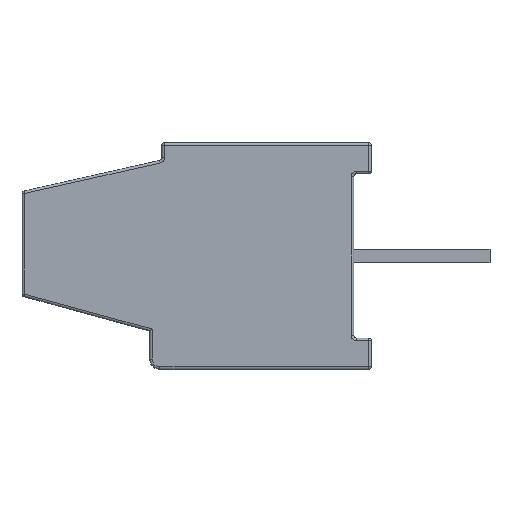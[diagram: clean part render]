
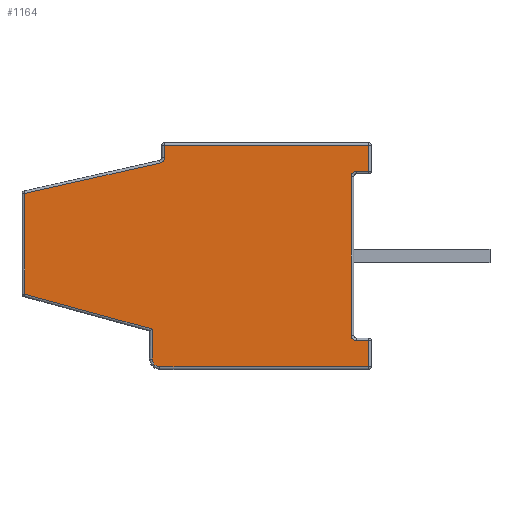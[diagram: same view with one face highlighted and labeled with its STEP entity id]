
A CAD part, left-side view. The second image highlights one B-rep face of the part: STEP entity #1164.
In plain terms, the highlighted planar face has unit normal (-1, 0, 0).
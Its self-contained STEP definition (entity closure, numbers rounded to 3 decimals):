
#37 = DIRECTION ( 'NONE',  ( 0., 0., 1. ) ) ;
#122 = AXIS2_PLACEMENT_3D ( 'NONE', #2387, #3782, #2348 ) ;
#138 = LINE ( 'NONE', #2557, #5121 ) ;
#244 = ORIENTED_EDGE ( 'NONE', *, *, #6345, .F. ) ;
#328 = EDGE_CURVE ( 'NONE', #1313, #3665, #3310, .T. ) ;
#482 = CARTESIAN_POINT ( 'NONE',  ( -4.04, 0., -0.075 ) ) ;
#483 = FACE_OUTER_BOUND ( 'NONE', #4787, .T. ) ;
#487 = EDGE_CURVE ( 'NONE', #5046, #1400, #138, .T. ) ;
#533 = DIRECTION ( 'NONE',  ( 0., 0., -1. ) ) ;
#573 = VECTOR ( 'NONE', #760, 1000. ) ;
#582 = DIRECTION ( 'NONE',  ( 0., 0., -1. ) ) ;
#626 = AXIS2_PLACEMENT_3D ( 'NONE', #2554, #5408, #37 ) ;
#641 = VERTEX_POINT ( 'NONE', #3169 ) ;
#760 = DIRECTION ( 'NONE',  ( 0., 0.22, 0.976 ) ) ;
#810 = LINE ( 'NONE', #6314, #1045 ) ;
#883 = ORIENTED_EDGE ( 'NONE', *, *, #1439, .T. ) ;
#903 = LINE ( 'NONE', #5691, #573 ) ;
#938 = DIRECTION ( 'NONE',  ( 0., 1., 0. ) ) ;
#959 = CARTESIAN_POINT ( 'NONE',  ( -4.04, 0.997, 0.273 ) ) ;
#961 = VERTEX_POINT ( 'NONE', #2545 ) ;
#1032 = CARTESIAN_POINT ( 'NONE',  ( -4.04, -2.81, -4.075 ) ) ;
#1045 = VECTOR ( 'NONE', #2409, 1000. ) ;
#1090 = CARTESIAN_POINT ( 'NONE',  ( -4.04, 3.175, -9.925 ) ) ;
#1099 = AXIS2_PLACEMENT_3D ( 'NONE', #5156, #4117, #2718 ) ;
#1101 = ORIENTED_EDGE ( 'NONE', *, *, #3045, .T. ) ;
#1164 = ADVANCED_FACE ( 'NONE', ( #483 ), #5183, .T. ) ;
#1208 = EDGE_CURVE ( 'NONE', #5393, #641, #5949, .T. ) ;
#1247 = CARTESIAN_POINT ( 'NONE',  ( -4.04, 3.175, -3.95 ) ) ;
#1270 = VERTEX_POINT ( 'NONE', #5246 ) ;
#1313 = VERTEX_POINT ( 'NONE', #2883 ) ;
#1355 = CIRCLE ( 'NONE', #1099, 0.15 ) ;
#1400 = VERTEX_POINT ( 'NONE', #6187 ) ;
#1421 = AXIS2_PLACEMENT_3D ( 'NONE', #2305, #2789, #2283 ) ;
#1439 = EDGE_CURVE ( 'NONE', #1400, #1522, #4152, .T. ) ;
#1522 = VERTEX_POINT ( 'NONE', #3340 ) ;
#1609 = ORIENTED_EDGE ( 'NONE', *, *, #1208, .F. ) ;
#1626 = VERTEX_POINT ( 'NONE', #1032 ) ;
#1649 = ORIENTED_EDGE ( 'NONE', *, *, #2597, .T. ) ;
#1724 = CARTESIAN_POINT ( 'NONE',  ( -4.04, 0., -9.425 ) ) ;
#1753 = CARTESIAN_POINT ( 'NONE',  ( -4.04, 0., 0. ) ) ;
#1917 = CARTESIAN_POINT ( 'NONE',  ( -4.04, 1.093, -0.075 ) ) ;
#2000 = VERTEX_POINT ( 'NONE', #5953 ) ;
#2006 = VECTOR ( 'NONE', #5834, 1000. ) ;
#2011 = LINE ( 'NONE', #1724, #4753 ) ;
#2076 = DIRECTION ( 'NONE',  ( 0., -1., 0. ) ) ;
#2167 = VERTEX_POINT ( 'NONE', #2181 ) ;
#2181 = CARTESIAN_POINT ( 'NONE',  ( -4.04, -3.175, -4.075 ) ) ;
#2188 = VECTOR ( 'NONE', #2379, 1000. ) ;
#2251 = ORIENTED_EDGE ( 'NONE', *, *, #5603, .T. ) ;
#2253 = VECTOR ( 'NONE', #3446, 1000. ) ;
#2283 = DIRECTION ( 'NONE',  ( 0., 0., 1. ) ) ;
#2305 = CARTESIAN_POINT ( 'NONE',  ( -4.04, 2.275, -9.575 ) ) ;
#2348 = DIRECTION ( 'NONE',  ( 0., 0., 1. ) ) ;
#2379 = DIRECTION ( 'NONE',  ( 0., 0., 1. ) ) ;
#2387 = CARTESIAN_POINT ( 'NONE',  ( -4.04, -2.275, -9.575 ) ) ;
#2409 = DIRECTION ( 'NONE',  ( 0., -1., 0. ) ) ;
#2469 = EDGE_CURVE ( 'NONE', #1270, #4074, #3537, .T. ) ;
#2511 = ORIENTED_EDGE ( 'NONE', *, *, #328, .T. ) ;
#2545 = CARTESIAN_POINT ( 'NONE',  ( -4.04, -3.175, -9.925 ) ) ;
#2554 = CARTESIAN_POINT ( 'NONE',  ( -4.04, 2.95, -3.95 ) ) ;
#2557 = CARTESIAN_POINT ( 'NONE',  ( -4.04, 0., -9.925 ) ) ;
#2572 = CARTESIAN_POINT ( 'NONE',  ( -4.04, 3.175, 0. ) ) ;
#2597 = EDGE_CURVE ( 'NONE', #2000, #641, #2011, .T. ) ;
#2619 = EDGE_CURVE ( 'NONE', #2889, #1313, #903, .T. ) ;
#2674 = CARTESIAN_POINT ( 'NONE',  ( -4.04, -3.175, 0. ) ) ;
#2718 = DIRECTION ( 'NONE',  ( 0., 0., 1. ) ) ;
#2774 = EDGE_CURVE ( 'NONE', #4074, #5663, #5447, .T. ) ;
#2789 = DIRECTION ( 'NONE',  ( -1., 0., 0. ) ) ;
#2807 = DIRECTION ( 'NONE',  ( 0., 0., 1. ) ) ;
#2838 = VECTOR ( 'NONE', #938, 1000. ) ;
#2848 = ORIENTED_EDGE ( 'NONE', *, *, #2619, .T. ) ;
#2874 = CARTESIAN_POINT ( 'NONE',  ( -4.04, 2.425, 0. ) ) ;
#2883 = CARTESIAN_POINT ( 'NONE',  ( -4.04, -1.79, -0.075 ) ) ;
#2889 = VERTEX_POINT ( 'NONE', #6025 ) ;
#3016 = CARTESIAN_POINT ( 'NONE',  ( -4.04, -2.425, 0. ) ) ;
#3045 = EDGE_CURVE ( 'NONE', #3325, #961, #810, .T. ) ;
#3052 = ORIENTED_EDGE ( 'NONE', *, *, #487, .T. ) ;
#3120 = VECTOR ( 'NONE', #4820, 1000. ) ;
#3169 = CARTESIAN_POINT ( 'NONE',  ( -4.04, -2.275, -9.425 ) ) ;
#3225 = CIRCLE ( 'NONE', #1421, 0.15 ) ;
#3238 = CARTESIAN_POINT ( 'NONE',  ( -4.04, 2.95, -3.725 ) ) ;
#3310 = LINE ( 'NONE', #482, #2006 ) ;
#3325 = VERTEX_POINT ( 'NONE', #3585 ) ;
#3340 = CARTESIAN_POINT ( 'NONE',  ( -4.04, 2.425, -9.575 ) ) ;
#3446 = DIRECTION ( 'NONE',  ( 0., 1., 0. ) ) ;
#3494 = LINE ( 'NONE', #2572, #4789 ) ;
#3537 = LINE ( 'NONE', #4880, #2253 ) ;
#3585 = CARTESIAN_POINT ( 'NONE',  ( -4.04, -2.425, -9.925 ) ) ;
#3629 = ORIENTED_EDGE ( 'NONE', *, *, #5275, .F. ) ;
#3650 = VECTOR ( 'NONE', #4140, 1000. ) ;
#3665 = VERTEX_POINT ( 'NONE', #1917 ) ;
#3782 = DIRECTION ( 'NONE',  ( -1., 0., 0. ) ) ;
#3916 = ORIENTED_EDGE ( 'NONE', *, *, #6008, .T. ) ;
#3947 = ORIENTED_EDGE ( 'NONE', *, *, #2774, .T. ) ;
#4074 = VERTEX_POINT ( 'NONE', #3238 ) ;
#4117 = DIRECTION ( 'NONE',  ( -1., 0., 0. ) ) ;
#4140 = DIRECTION ( 'NONE',  ( 0., 0., 1. ) ) ;
#4152 = LINE ( 'NONE', #2874, #2188 ) ;
#4478 = VECTOR ( 'NONE', #582, 1000. ) ;
#4597 = EDGE_CURVE ( 'NONE', #3665, #1270, #5733, .T. ) ;
#4599 = ORIENTED_EDGE ( 'NONE', *, *, #2469, .T. ) ;
#4639 = LINE ( 'NONE', #3016, #4478 ) ;
#4753 = VECTOR ( 'NONE', #5125, 1000. ) ;
#4787 = EDGE_LOOP ( 'NONE', ( #1101, #2251, #4987, #244, #2848, #2511, #6028, #4599, #3947, #3916, #3052, #883, #3629, #1649, #1609, #5281 ) ) ;
#4789 = VECTOR ( 'NONE', #533, 1000. ) ;
#4820 = DIRECTION ( 'NONE',  ( 0., 0.264, -0.964 ) ) ;
#4880 = CARTESIAN_POINT ( 'NONE',  ( -4.04, 0., -3.725 ) ) ;
#4987 = ORIENTED_EDGE ( 'NONE', *, *, #5531, .T. ) ;
#5024 = LINE ( 'NONE', #2674, #3650 ) ;
#5046 = VERTEX_POINT ( 'NONE', #1090 ) ;
#5121 = VECTOR ( 'NONE', #2076, 1000. ) ;
#5125 = DIRECTION ( 'NONE',  ( 0., -1., 0. ) ) ;
#5156 = CARTESIAN_POINT ( 'NONE',  ( -4.04, -2.81, -3.925 ) ) ;
#5183 = PLANE ( 'NONE',  #5830 ) ;
#5246 = CARTESIAN_POINT ( 'NONE',  ( -4.04, 2.093, -3.725 ) ) ;
#5275 = EDGE_CURVE ( 'NONE', #2000, #1522, #3225, .T. ) ;
#5281 = ORIENTED_EDGE ( 'NONE', *, *, #6070, .T. ) ;
#5393 = VERTEX_POINT ( 'NONE', #6151 ) ;
#5408 = DIRECTION ( 'NONE',  ( -1., 0., 0. ) ) ;
#5447 = CIRCLE ( 'NONE', #626, 0.225 ) ;
#5531 = EDGE_CURVE ( 'NONE', #2167, #1626, #5589, .T. ) ;
#5589 = LINE ( 'NONE', #6266, #2838 ) ;
#5603 = EDGE_CURVE ( 'NONE', #961, #2167, #5024, .T. ) ;
#5663 = VERTEX_POINT ( 'NONE', #1247 ) ;
#5672 = DIRECTION ( 'NONE',  ( -1., 0., 0. ) ) ;
#5691 = CARTESIAN_POINT ( 'NONE',  ( -4.04, -1.688, 0.38 ) ) ;
#5733 = LINE ( 'NONE', #959, #3120 ) ;
#5830 = AXIS2_PLACEMENT_3D ( 'NONE', #1753, #5672, #2807 ) ;
#5834 = DIRECTION ( 'NONE',  ( 0., 1., 0. ) ) ;
#5949 = CIRCLE ( 'NONE', #122, 0.15 ) ;
#5953 = CARTESIAN_POINT ( 'NONE',  ( -4.04, 2.275, -9.425 ) ) ;
#6008 = EDGE_CURVE ( 'NONE', #5663, #5046, #3494, .T. ) ;
#6025 = CARTESIAN_POINT ( 'NONE',  ( -4.04, -2.664, -3.958 ) ) ;
#6028 = ORIENTED_EDGE ( 'NONE', *, *, #4597, .T. ) ;
#6070 = EDGE_CURVE ( 'NONE', #5393, #3325, #4639, .T. ) ;
#6151 = CARTESIAN_POINT ( 'NONE',  ( -4.04, -2.425, -9.575 ) ) ;
#6187 = CARTESIAN_POINT ( 'NONE',  ( -4.04, 2.425, -9.925 ) ) ;
#6266 = CARTESIAN_POINT ( 'NONE',  ( -4.04, 0., -4.075 ) ) ;
#6314 = CARTESIAN_POINT ( 'NONE',  ( -4.04, 0., -9.925 ) ) ;
#6345 = EDGE_CURVE ( 'NONE', #2889, #1626, #1355, .T. ) ;
